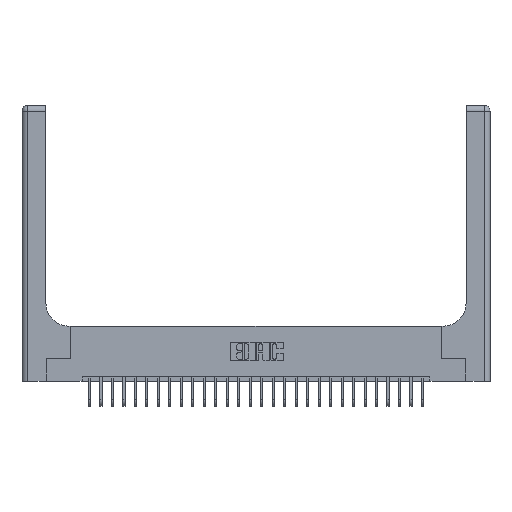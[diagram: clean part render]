
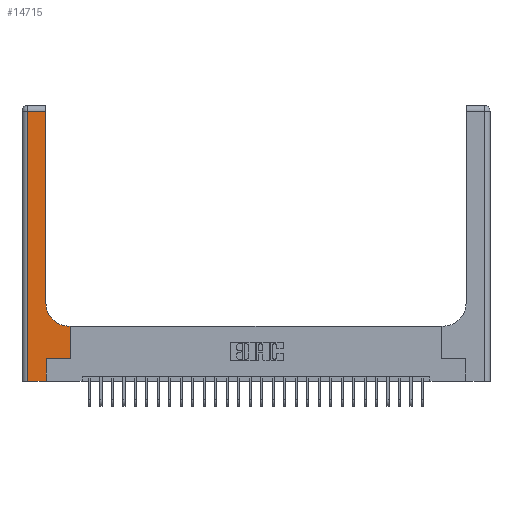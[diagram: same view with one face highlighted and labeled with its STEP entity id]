
A CAD part, top view. The second image highlights one B-rep face of the part: STEP entity #14715.
In plain terms, the highlighted planar face has unit normal (0, 0, 1).
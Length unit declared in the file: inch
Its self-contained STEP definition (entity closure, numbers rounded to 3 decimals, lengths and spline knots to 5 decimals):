
#1 = EDGE_CURVE ( 'NONE', #18361, #11307, #16263, .T. ) ;
#920 = CARTESIAN_POINT ( 'NONE',  ( 0.265, 0.25, 0.37 ) ) ;
#1234 = EDGE_CURVE ( 'NONE', #14116, #20614, #1560, .T. ) ;
#1247 = CARTESIAN_POINT ( 'NONE',  ( 0., 3., 0.37 ) ) ;
#1391 = EDGE_CURVE ( 'NONE', #5872, #23323, #12776, .T. ) ;
#1426 = CARTESIAN_POINT ( 'NONE',  ( 0.26, 2.94, 0.37 ) ) ;
#1560 = LINE ( 'NONE', #12555, #11428 ) ;
#3113 = CARTESIAN_POINT ( 'NONE',  ( 0.51, 0.85, 0.37 ) ) ;
#3595 = LINE ( 'NONE', #24407, #26097 ) ;
#5872 = VERTEX_POINT ( 'NONE', #26524 ) ;
#5953 = CIRCLE ( 'NONE', #25345, 0.25 ) ;
#6420 = DIRECTION ( 'NONE',  ( -1., 0., 0. ) ) ;
#6832 = LINE ( 'NONE', #16202, #26293 ) ;
#7327 = ORIENTED_EDGE ( 'NONE', *, *, #1234, .T. ) ;
#7388 = LINE ( 'NONE', #25421, #13839 ) ;
#7552 = CARTESIAN_POINT ( 'NONE',  ( 0.528, 0.25, 0.37 ) ) ;
#7671 = FACE_OUTER_BOUND ( 'NONE', #20561, .T. ) ;
#7908 = VERTEX_POINT ( 'NONE', #21878 ) ;
#8096 = DIRECTION ( 'NONE',  ( 0., 1., 0. ) ) ;
#9040 = VECTOR ( 'NONE', #14703, 39.37008 ) ;
#9054 = DIRECTION ( 'NONE',  ( 1., 0., 0. ) ) ;
#10856 = VERTEX_POINT ( 'NONE', #15603 ) ;
#11106 = DIRECTION ( 'NONE',  ( -1., 0., 0. ) ) ;
#11213 = LINE ( 'NONE', #11340, #24192 ) ;
#11307 = VERTEX_POINT ( 'NONE', #19235 ) ;
#11340 = CARTESIAN_POINT ( 'NONE',  ( 0., 0., 0.37 ) ) ;
#11428 = VECTOR ( 'NONE', #12833, 39.37008 ) ;
#11696 = ORIENTED_EDGE ( 'NONE', *, *, #22400, .T. ) ;
#12098 = PLANE ( 'NONE',  #13551 ) ;
#12155 = EDGE_CURVE ( 'NONE', #10856, #14116, #11213, .T. ) ;
#12555 = CARTESIAN_POINT ( 'NONE',  ( 0.265, 0., 0.37 ) ) ;
#12776 = LINE ( 'NONE', #7552, #9040 ) ;
#12833 = DIRECTION ( 'NONE',  ( 0., 1., 0. ) ) ;
#13343 = CARTESIAN_POINT ( 'NONE',  ( 0.265, 0., 0.37 ) ) ;
#13551 = AXIS2_PLACEMENT_3D ( 'NONE', #1247, #19373, #11106 ) ;
#13642 = CARTESIAN_POINT ( 'NONE',  ( 0.528, 0.6, 0.37 ) ) ;
#13839 = VECTOR ( 'NONE', #23339, 39.37008 ) ;
#14116 = VERTEX_POINT ( 'NONE', #13343 ) ;
#14123 = CARTESIAN_POINT ( 'NONE',  ( 0.51, 0.6, 0.37 ) ) ;
#14703 = DIRECTION ( 'NONE',  ( 0., 1., 0. ) ) ;
#14715 = ADVANCED_FACE ( 'NONE', ( #7671 ), #12098, .F. ) ;
#14875 = ORIENTED_EDGE ( 'NONE', *, *, #21777, .T. ) ;
#15603 = CARTESIAN_POINT ( 'NONE',  ( 0.06, 0., 0.37 ) ) ;
#16202 = CARTESIAN_POINT ( 'NONE',  ( 0.26, 0.6, 0.37 ) ) ;
#16263 = LINE ( 'NONE', #19428, #16587 ) ;
#16587 = VECTOR ( 'NONE', #6420, 39.37008 ) ;
#17177 = ORIENTED_EDGE ( 'NONE', *, *, #1, .T. ) ;
#18244 = DIRECTION ( 'NONE',  ( 0., 0., -1. ) ) ;
#18361 = VERTEX_POINT ( 'NONE', #1426 ) ;
#18465 = CARTESIAN_POINT ( 'NONE',  ( 0.26, 3., 0.37 ) ) ;
#18652 = VECTOR ( 'NONE', #8096, 39.37008 ) ;
#18767 = EDGE_CURVE ( 'NONE', #23323, #26642, #6832, .T. ) ;
#19235 = CARTESIAN_POINT ( 'NONE',  ( 0.06, 2.94, 0.37 ) ) ;
#19373 = DIRECTION ( 'NONE',  ( 0., 0., -1. ) ) ;
#19428 = CARTESIAN_POINT ( 'NONE',  ( 0., 2.94, 0.37 ) ) ;
#20561 = EDGE_LOOP ( 'NONE', ( #21745, #17177, #14875, #21984, #7327, #25841, #24439, #25698, #11696 ) ) ;
#20614 = VERTEX_POINT ( 'NONE', #920 ) ;
#21745 = ORIENTED_EDGE ( 'NONE', *, *, #27346, .T. ) ;
#21777 = EDGE_CURVE ( 'NONE', #11307, #10856, #3595, .T. ) ;
#21878 = CARTESIAN_POINT ( 'NONE',  ( 0.26, 0.85, 0.37 ) ) ;
#21984 = ORIENTED_EDGE ( 'NONE', *, *, #12155, .T. ) ;
#22400 = EDGE_CURVE ( 'NONE', #26642, #7908, #5953, .T. ) ;
#23107 = LINE ( 'NONE', #18465, #18652 ) ;
#23323 = VERTEX_POINT ( 'NONE', #13642 ) ;
#23339 = DIRECTION ( 'NONE',  ( 1., 0., 0. ) ) ;
#24192 = VECTOR ( 'NONE', #9054, 39.37008 ) ;
#24407 = CARTESIAN_POINT ( 'NONE',  ( 0.06, 3., 0.37 ) ) ;
#24439 = ORIENTED_EDGE ( 'NONE', *, *, #1391, .T. ) ;
#24819 = DIRECTION ( 'NONE',  ( -1., 0., 0. ) ) ;
#25345 = AXIS2_PLACEMENT_3D ( 'NONE', #3113, #18244, #27013 ) ;
#25421 = CARTESIAN_POINT ( 'NONE',  ( 0.265, 0.25, 0.37 ) ) ;
#25698 = ORIENTED_EDGE ( 'NONE', *, *, #18767, .T. ) ;
#25841 = ORIENTED_EDGE ( 'NONE', *, *, #28035, .T. ) ;
#26097 = VECTOR ( 'NONE', #26576, 39.37008 ) ;
#26293 = VECTOR ( 'NONE', #24819, 39.37008 ) ;
#26524 = CARTESIAN_POINT ( 'NONE',  ( 0.528, 0.25, 0.37 ) ) ;
#26576 = DIRECTION ( 'NONE',  ( 0., -1., 0. ) ) ;
#26642 = VERTEX_POINT ( 'NONE', #14123 ) ;
#27013 = DIRECTION ( 'NONE',  ( 1., 0., 0. ) ) ;
#27346 = EDGE_CURVE ( 'NONE', #7908, #18361, #23107, .T. ) ;
#28035 = EDGE_CURVE ( 'NONE', #20614, #5872, #7388, .T. ) ;
